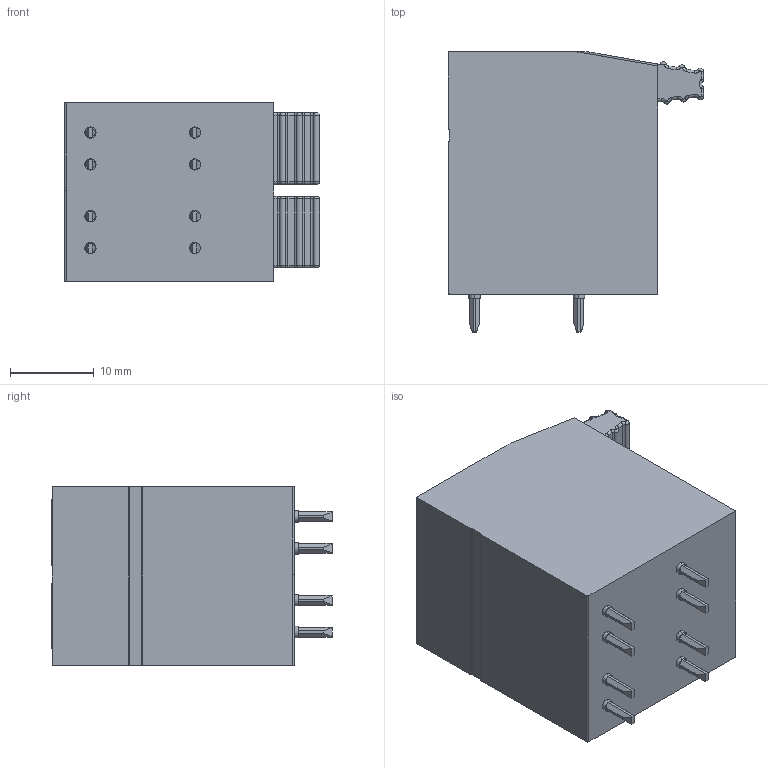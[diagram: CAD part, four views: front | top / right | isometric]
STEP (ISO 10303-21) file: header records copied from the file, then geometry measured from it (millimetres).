
FILE_DESCRIPTION(('SolidDesigner STEP Export'),'2;1');
FILE_NAME('plh_16-2-10.stp','2013-09-16T10:21:24',(''),(''),'Creo Elements/Direct Modeling STEP processor for AP214 (Solid Model)','Creo Elements/Direct Modeling 18.1B 29-Sep-2012 (C) Parametric Technology GmbH','');
FILE_SCHEMA(('AUTOMOTIVE_DESIGN { 1 0 10303 214 1 1 1 1 }'));
Length unit declared in the file: millimetre
Products named in the file (2): plh_16-2-10
Assembly tree (1 placements, depth 2):
  plh_16-2-10
    plh_16-2-10
Bounding box: 30.5 x 33.5 x 21.4 mm (x, y, z)
Volume: 14441.9 mm3; surface area: 4757.6 mm2
Topology: 2 solids, 2 shells, 384 faces, 973 edges, 614 vertices
Faces by surface type: plane 183, cylinder 121, torus 76, extrusion 4
Entity records: 15115 total; most frequent: CARTESIAN_POINT 2618, DIRECTION 2023, ORIENTED_EDGE 1948, EDGE_CURVE 973, AXIS2_PLACEMENT_3D 718, VERTEX_POINT 614, VECTOR 587, LINE 583
